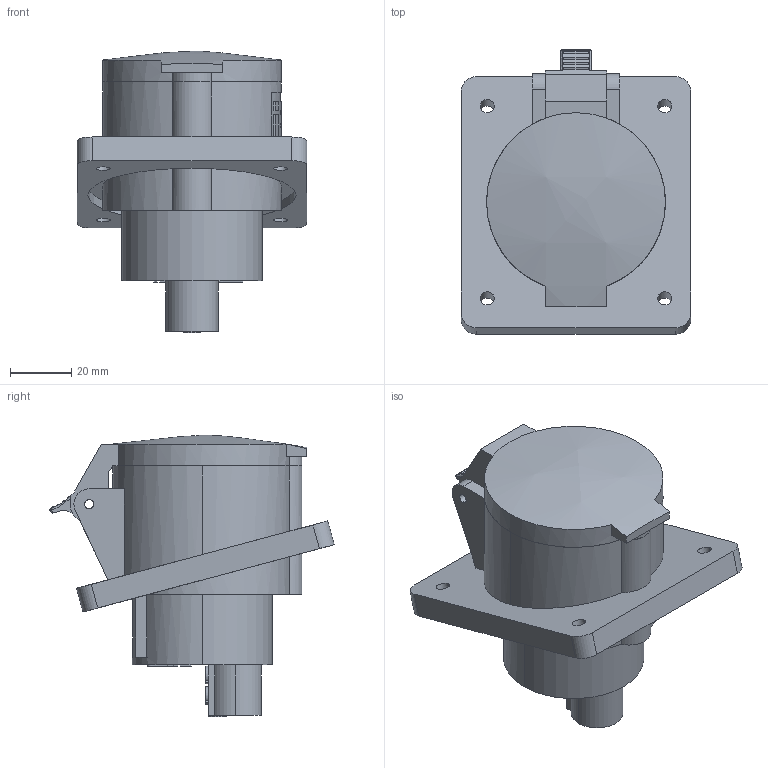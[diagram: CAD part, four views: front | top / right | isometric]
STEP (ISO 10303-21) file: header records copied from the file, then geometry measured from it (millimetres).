
FILE_DESCRIPTION (( 'STEP AP214' ), '1' );
FILE_NAME ('PSN42-016-4 Ðîçåòêà âñòðàèâàåìàÿ ÑÑÈ-414 16À-6÷_380-415Â 3Ð+PÅ IP44 MAGNUM ÈÝÊ.STEP', '2017-01-24T08:14:45', ( '' ), ( '' ), 'SwSTEP 2.0', 'SolidWorks 2014', '' );
FILE_SCHEMA (( 'AUTOMOTIVE_DESIGN' ));
Length unit declared in the file: millimetre
Products named in the file (1): PSN42-016-4 Ðîçåòêà âñòðàèâàåìàÿ ÑÑÈ-414 16À-6÷_380-415Â 3Ð+PÅ IP44 MAGNUM ÈÝÊ
Bounding box: 75 x 92.9 x 91.88 mm (x, y, z)
Volume: 153882.8 mm3; surface area: 62144.9 mm2
Topology: 10 solids, 12 shells, 556 faces, 1399 edges, 906 vertices
Faces by surface type: plane 278, cylinder 191, bspline 61, cone 16, torus 6, sphere 4
Entity records: 20060 total; most frequent: CARTESIAN_POINT 6402, ORIENTED_EDGE 2766, DIRECTION 2648, EDGE_CURVE 1383, AXIS2_PLACEMENT_3D 950, VERTEX_POINT 906, VECTOR 748, LINE 748
